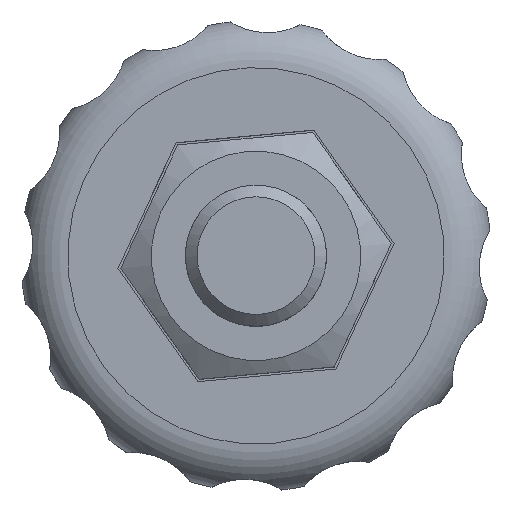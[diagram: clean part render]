
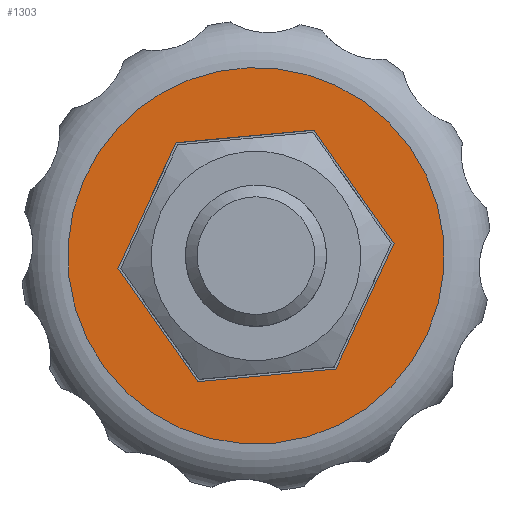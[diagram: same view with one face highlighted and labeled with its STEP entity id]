
A CAD part, top view. The second image highlights one B-rep face of the part: STEP entity #1303.
In plain terms, the highlighted face is planar.
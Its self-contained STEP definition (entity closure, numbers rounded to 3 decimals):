
#114=LINE('',#2891,#184);
#118=LINE('',#2899,#188);
#121=LINE('',#2905,#191);
#124=LINE('',#2911,#194);
#127=LINE('',#2917,#197);
#130=LINE('',#2922,#200);
#184=VECTOR('',#1634,10.);
#188=VECTOR('',#1640,10.);
#191=VECTOR('',#1645,10.);
#194=VECTOR('',#1650,10.);
#197=VECTOR('',#1655,10.);
#200=VECTOR('',#1660,10.);
#260=PLANE('',#1511);
#326=FACE_BOUND('',#497,.T.);
#400=FACE_OUTER_BOUND('',#496,.T.);
#496=EDGE_LOOP('',(#1175));
#497=EDGE_LOOP('',(#1176,#1177,#1178,#1179,#1180,#1181));
#538=CIRCLE('',#1453,8.);
#603=VERTEX_POINT('',#2889);
#604=VERTEX_POINT('',#2890);
#607=VERTEX_POINT('',#2898);
#609=VERTEX_POINT('',#2904);
#611=VERTEX_POINT('',#2910);
#613=VERTEX_POINT('',#2916);
#677=VERTEX_POINT('',#3786);
#735=EDGE_CURVE('',#603,#604,#114,.T.);
#739=EDGE_CURVE('',#607,#603,#118,.T.);
#742=EDGE_CURVE('',#609,#607,#121,.T.);
#745=EDGE_CURVE('',#611,#609,#124,.T.);
#748=EDGE_CURVE('',#613,#611,#127,.T.);
#751=EDGE_CURVE('',#604,#613,#130,.T.);
#815=EDGE_CURVE('',#677,#677,#538,.T.);
#1175=ORIENTED_EDGE('',*,*,#815,.F.);
#1176=ORIENTED_EDGE('',*,*,#735,.T.);
#1177=ORIENTED_EDGE('',*,*,#751,.T.);
#1178=ORIENTED_EDGE('',*,*,#748,.T.);
#1179=ORIENTED_EDGE('',*,*,#745,.T.);
#1180=ORIENTED_EDGE('',*,*,#742,.T.);
#1181=ORIENTED_EDGE('',*,*,#739,.T.);
#1303=ADVANCED_FACE('',(#400,#326),#260,.T.);
#1453=AXIS2_PLACEMENT_3D('',#3787,#1732,#1733);
#1511=AXIS2_PLACEMENT_3D('',#3905,#1850,#1851);
#1634=DIRECTION('',(0.5,0.,-0.866));
#1640=DIRECTION('',(-0.5,0.,-0.866));
#1645=DIRECTION('',(-1.,0.,0.));
#1650=DIRECTION('',(-0.5,0.,0.866));
#1655=DIRECTION('',(0.5,0.,0.866));
#1660=DIRECTION('',(1.,0.,0.));
#1732=DIRECTION('center_axis',(0.,-1.,0.));
#1733=DIRECTION('ref_axis',(-1.,0.,0.));
#1850=DIRECTION('center_axis',(0.,1.,0.));
#1851=DIRECTION('ref_axis',(0.,0.,1.));
#2889=CARTESIAN_POINT('',(-5.889,14.,0.));
#2890=CARTESIAN_POINT('',(-2.944,14.,-5.1));
#2891=CARTESIAN_POINT('',(-3.903,14.,-3.44));
#2898=CARTESIAN_POINT('',(-2.944,14.,5.1));
#2899=CARTESIAN_POINT('',(-2.431,14.,5.99));
#2904=CARTESIAN_POINT('',(2.944,14.,5.1));
#2905=CARTESIAN_POINT('',(6.472,14.,5.1));
#2910=CARTESIAN_POINT('',(5.889,14.,0.));
#2911=CARTESIAN_POINT('',(6.403,14.,-0.89));
#2916=CARTESIAN_POINT('',(2.944,14.,-5.1));
#2917=CARTESIAN_POINT('',(4.931,14.,-1.66));
#2922=CARTESIAN_POINT('',(3.528,14.,-5.1));
#3786=CARTESIAN_POINT('',(8.,14.,0.));
#3787=CARTESIAN_POINT('Origin',(0.,14.,0.));
#3905=CARTESIAN_POINT('Origin',(10.,14.,0.));
